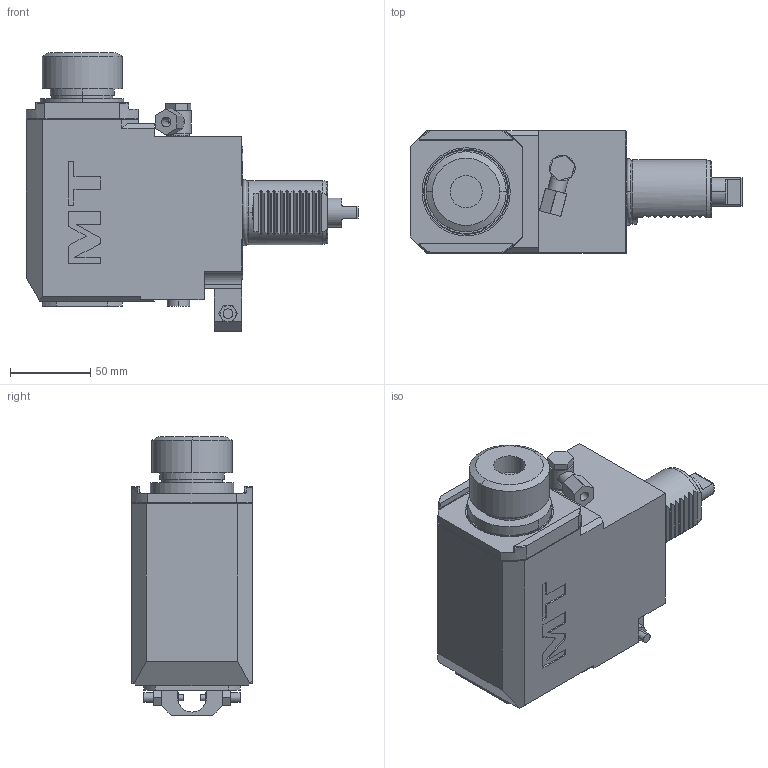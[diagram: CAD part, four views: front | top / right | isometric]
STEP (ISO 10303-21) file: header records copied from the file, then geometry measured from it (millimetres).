
FILE_DESCRIPTION((''),'2;1');
FILE_NAME('DUP0043132_CONF','2023-09-20T09:30:07',('smalpassi'),('M.T. srl'),'CREO PARAMETRIC BY PTC INC, 2021072','CREO PARAMETRIC BY PTC INC, 2021072','');
FILE_SCHEMA(('CONFIG_CONTROL_DESIGN'));
Length unit declared in the file: millimetre
Products named in the file (1): DUP0043132_CONF
Bounding box: 207 x 76 x 173.66 mm (x, y, z)
Volume: 1259717.3 mm3; surface area: 98601.3 mm2
Topology: 1 solids, 1 shells, 374 faces, 954 edges, 614 vertices
Faces by surface type: plane 213, cylinder 105, cone 43, torus 9, extrusion 4
Entity records: 12300 total; most frequent: CARTESIAN_POINT 3292, ORIENTED_EDGE 1908, DIRECTION 1796, EDGE_CURVE 954, AXIS2_PLACEMENT_3D 628, VERTEX_POINT 614, VECTOR 540, LINE 536
